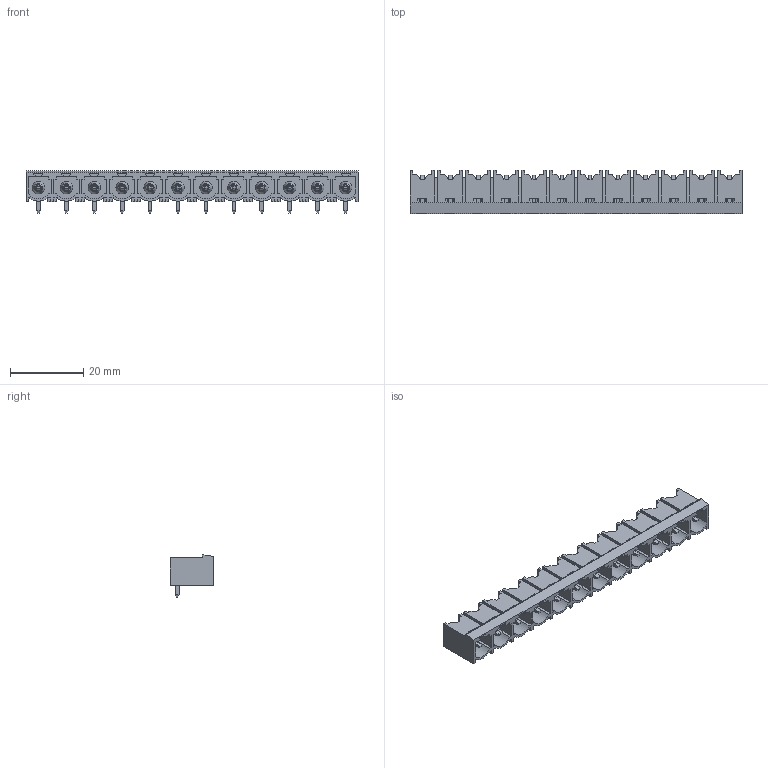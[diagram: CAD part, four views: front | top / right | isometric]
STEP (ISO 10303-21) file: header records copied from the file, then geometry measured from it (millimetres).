
FILE_DESCRIPTION(('CATIA V5 STEP Exchange','CAx-IF Rec.Pracs.--- Model Styling and Organization---1.2---2011-12-15'),'2;1');
FILE_NAME ('D1461088_0_1980470000_1980470000.stp','2018-11-14T10:29:04+00:00',('none'),('Weidmueller'),'CATIA Version 5-6 Release 2014','CATIA V5 STEP AP214','none');
FILE_SCHEMA(('AUTOMOTIVE_DESIGN { 1 0 10303 214 1 1 1 1 }'));
Length unit declared in the file: millimetre
Products named in the file (1): 1980470000
Bounding box: 90.62 x 11.75 x 11.6 mm (x, y, z)
Volume: 3222.4 mm3; surface area: 8239.1 mm2
Topology: 13 solids, 13 shells, 859 faces, 2379 edges, 1546 vertices
Faces by surface type: plane 715, cylinder 96, torus 24, cone 24
Entity records: 24266 total; most frequent: ORIENTED_EDGE 4758, CARTESIAN_POINT 4473, DIRECTION 3041, EDGE_CURVE 2355, VECTOR 1971, LINE 1971, VERTEX_POINT 1498, EDGE_LOOP 907
